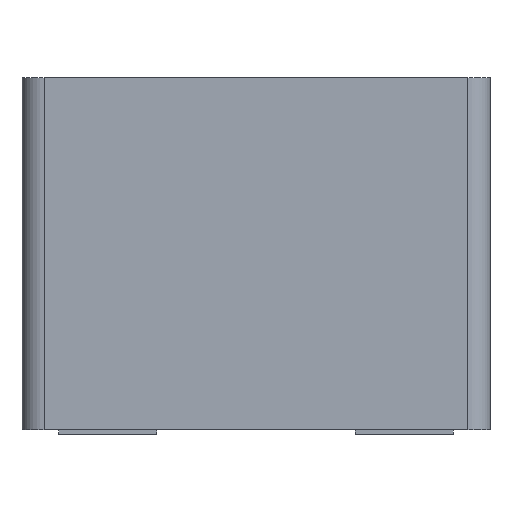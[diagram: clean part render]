
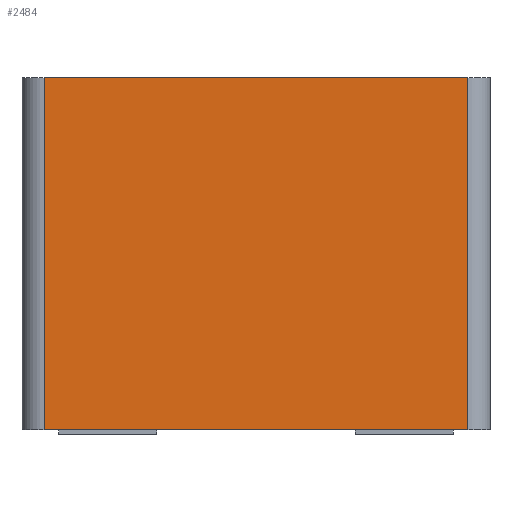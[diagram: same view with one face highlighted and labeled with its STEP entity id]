
A CAD part, front view. The second image highlights one B-rep face of the part: STEP entity #2484.
In plain terms, the highlighted planar face has unit normal (0, -1, 0).
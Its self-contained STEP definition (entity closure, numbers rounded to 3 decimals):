
#2484 = ADVANCED_FACE('',(#2485),#2519,.F.);
#2485 = FACE_BOUND('',#2486,.T.);
#2486 = EDGE_LOOP('',(#2487,#2497,#2505,#2513));
#2487 = ORIENTED_EDGE('',*,*,#2488,.F.);
#2488 = EDGE_CURVE('',#2489,#2491,#2493,.T.);
#2489 = VERTEX_POINT('',#2490);
#2490 = CARTESIAN_POINT('',(-4.75,-5.9,8.));
#2491 = VERTEX_POINT('',#2492);
#2492 = CARTESIAN_POINT('',(4.75,-5.9,8.));
#2493 = LINE('',#2494,#2495);
#2494 = CARTESIAN_POINT('',(5.25,-5.9,8.));
#2495 = VECTOR('',#2496,1.);
#2496 = DIRECTION('',(1.,0.,0.));
#2497 = ORIENTED_EDGE('',*,*,#2498,.T.);
#2498 = EDGE_CURVE('',#2489,#2499,#2501,.T.);
#2499 = VERTEX_POINT('',#2500);
#2500 = CARTESIAN_POINT('',(-4.75,-5.9,0.1));
#2501 = LINE('',#2502,#2503);
#2502 = CARTESIAN_POINT('',(-4.75,-5.9,8.));
#2503 = VECTOR('',#2504,1.);
#2504 = DIRECTION('',(0.,0.,-1.));
#2505 = ORIENTED_EDGE('',*,*,#2506,.T.);
#2506 = EDGE_CURVE('',#2499,#2507,#2509,.T.);
#2507 = VERTEX_POINT('',#2508);
#2508 = CARTESIAN_POINT('',(4.75,-5.9,0.1));
#2509 = LINE('',#2510,#2511);
#2510 = CARTESIAN_POINT('',(5.25,-5.9,0.1));
#2511 = VECTOR('',#2512,1.);
#2512 = DIRECTION('',(1.,0.,0.));
#2513 = ORIENTED_EDGE('',*,*,#2514,.T.);
#2514 = EDGE_CURVE('',#2507,#2491,#2515,.T.);
#2515 = LINE('',#2516,#2517);
#2516 = CARTESIAN_POINT('',(4.75,-5.9,8.));
#2517 = VECTOR('',#2518,1.);
#2518 = DIRECTION('',(0.,0.,1.));
#2519 = PLANE('',#2520);
#2520 = AXIS2_PLACEMENT_3D('',#2521,#2522,#2523);
#2521 = CARTESIAN_POINT('',(5.25,-5.9,8.));
#2522 = DIRECTION('',(0.,1.,0.));
#2523 = DIRECTION('',(-1.,0.,0.));
